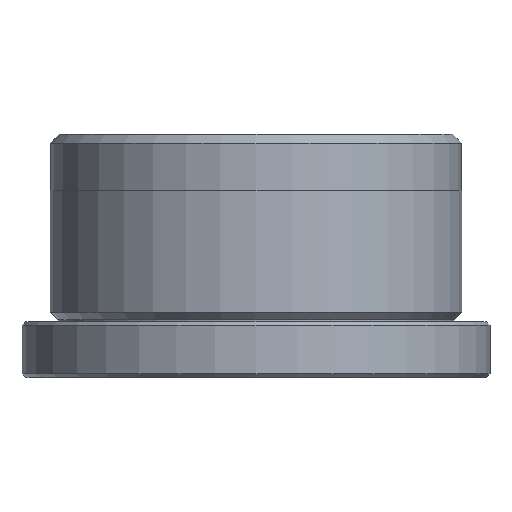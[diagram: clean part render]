
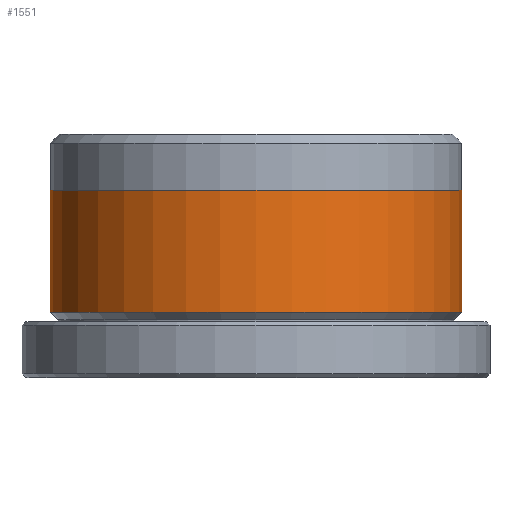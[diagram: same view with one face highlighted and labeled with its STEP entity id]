
A CAD part, front view. The second image highlights one B-rep face of the part: STEP entity #1551.
In plain terms, the highlighted cylindrical face has radius 11 mm (diameter 22 mm), a partial arc.
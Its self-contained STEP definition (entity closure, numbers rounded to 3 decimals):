
#21 = EDGE_CURVE ( 'NONE', #405, #1798, #265, .T. ) ;
#128 = EDGE_CURVE ( 'NONE', #405, #555, #781, .T. ) ;
#193 = DIRECTION ( 'NONE',  ( 0., 0., -1. ) ) ;
#232 = CYLINDRICAL_SURFACE ( 'NONE', #691, 11. ) ;
#265 = CIRCLE ( 'NONE', #628, 11. ) ;
#311 = EDGE_CURVE ( 'NONE', #1798, #992, #837, .T. ) ;
#380 = EDGE_LOOP ( 'NONE', ( #896, #490, #1236, #1749 ) ) ;
#386 = DIRECTION ( 'NONE',  ( 0., 0., 1. ) ) ;
#405 = VERTEX_POINT ( 'NONE', #1323 ) ;
#409 = CARTESIAN_POINT ( 'NONE',  ( -11., 0., 13. ) ) ;
#414 = VECTOR ( 'NONE', #1803, 1000. ) ;
#474 = VECTOR ( 'NONE', #193, 1000. ) ;
#490 = ORIENTED_EDGE ( 'NONE', *, *, #21, .F. ) ;
#555 = VERTEX_POINT ( 'NONE', #1395 ) ;
#628 = AXIS2_PLACEMENT_3D ( 'NONE', #1210, #386, #1354 ) ;
#630 = CARTESIAN_POINT ( 'NONE',  ( 0., 0., 3.5 ) ) ;
#664 = AXIS2_PLACEMENT_3D ( 'NONE', #630, #1605, #766 ) ;
#691 = AXIS2_PLACEMENT_3D ( 'NONE', #1533, #1817, #965 ) ;
#766 = DIRECTION ( 'NONE',  ( -1., 0., 0. ) ) ;
#781 = LINE ( 'NONE', #409, #414 ) ;
#837 = LINE ( 'NONE', #1015, #474 ) ;
#896 = ORIENTED_EDGE ( 'NONE', *, *, #311, .F. ) ;
#908 = CARTESIAN_POINT ( 'NONE',  ( 11., 0., 10. ) ) ;
#965 = DIRECTION ( 'NONE',  ( -1., 0., 0. ) ) ;
#992 = VERTEX_POINT ( 'NONE', #1165 ) ;
#1015 = CARTESIAN_POINT ( 'NONE',  ( 11., 0., 13. ) ) ;
#1022 = CIRCLE ( 'NONE', #664, 11. ) ;
#1165 = CARTESIAN_POINT ( 'NONE',  ( 11., 0., 3.5 ) ) ;
#1210 = CARTESIAN_POINT ( 'NONE',  ( 0., 0., 10. ) ) ;
#1236 = ORIENTED_EDGE ( 'NONE', *, *, #128, .T. ) ;
#1323 = CARTESIAN_POINT ( 'NONE',  ( -11., 0., 10. ) ) ;
#1354 = DIRECTION ( 'NONE',  ( 1., 0., 0. ) ) ;
#1395 = CARTESIAN_POINT ( 'NONE',  ( -11., 0., 3.5 ) ) ;
#1533 = CARTESIAN_POINT ( 'NONE',  ( 0., 0., 13. ) ) ;
#1551 = ADVANCED_FACE ( 'NONE', ( #1711 ), #232, .T. ) ;
#1605 = DIRECTION ( 'NONE',  ( 0., 0., -1. ) ) ;
#1711 = FACE_OUTER_BOUND ( 'NONE', #380, .T. ) ;
#1749 = ORIENTED_EDGE ( 'NONE', *, *, #1766, .F. ) ;
#1766 = EDGE_CURVE ( 'NONE', #992, #555, #1022, .T. ) ;
#1798 = VERTEX_POINT ( 'NONE', #908 ) ;
#1803 = DIRECTION ( 'NONE',  ( 0., 0., -1. ) ) ;
#1817 = DIRECTION ( 'NONE',  ( 0., 0., -1. ) ) ;
